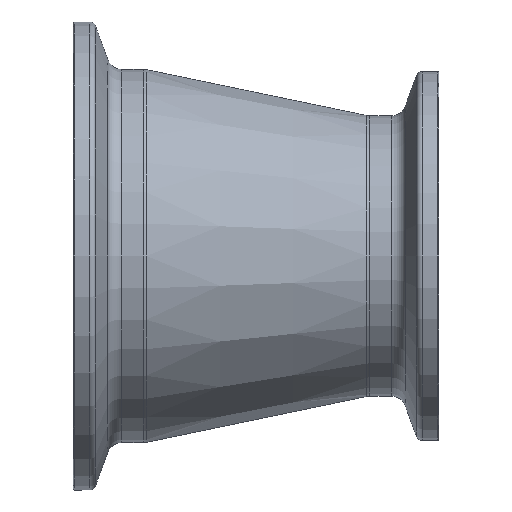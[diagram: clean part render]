
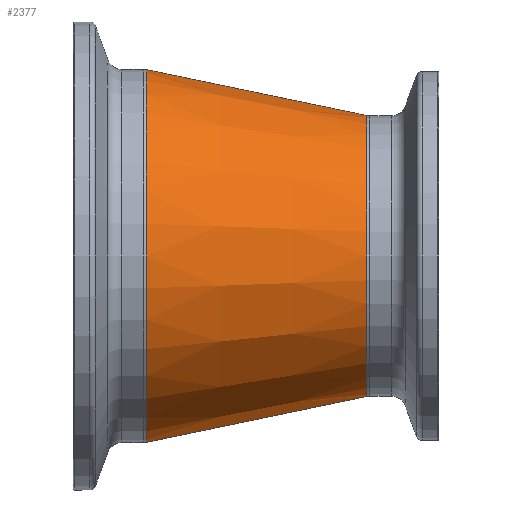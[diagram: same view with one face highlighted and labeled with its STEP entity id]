
A CAD part, front view. The second image highlights one B-rep face of the part: STEP entity #2377.
In plain terms, the highlighted conical face has half-angle 11.753 degrees and reference radius 19.217 mm.
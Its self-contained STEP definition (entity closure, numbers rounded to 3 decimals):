
#13 = DIRECTION ( 'NONE',  ( -1., 0., 0. ) ) ;
#102 = CARTESIAN_POINT ( 'NONE',  ( 40.131, 0., -19.217 ) ) ;
#118 = DIRECTION ( 'NONE',  ( 0., 0., 1. ) ) ;
#152 = CARTESIAN_POINT ( 'NONE',  ( 10.015, 0., -25.483 ) ) ;
#252 = VECTOR ( 'NONE', #1755, 1000. ) ;
#275 = CARTESIAN_POINT ( 'NONE',  ( 40.131, 0., -19.217 ) ) ;
#321 = CARTESIAN_POINT ( 'NONE',  ( 40.131, 0., 0. ) ) ;
#388 = ORIENTED_EDGE ( 'NONE', *, *, #431, .F. ) ;
#431 = EDGE_CURVE ( 'NONE', #1772, #768, #1971, .T. ) ;
#441 = EDGE_LOOP ( 'NONE', ( #388, #1797, #2508, #2015 ) ) ;
#456 = EDGE_CURVE ( 'NONE', #1772, #814, #2286, .T. ) ;
#460 = AXIS2_PLACEMENT_3D ( 'NONE', #321, #2404, #1305 ) ;
#585 = DIRECTION ( 'NONE',  ( 0., 0., 1. ) ) ;
#587 = EDGE_CURVE ( 'NONE', #768, #598, #979, .T. ) ;
#598 = VERTEX_POINT ( 'NONE', #2442 ) ;
#717 = AXIS2_PLACEMENT_3D ( 'NONE', #1603, #13, #585 ) ;
#763 = CARTESIAN_POINT ( 'NONE',  ( 40.131, 0., 19.217 ) ) ;
#766 = VECTOR ( 'NONE', #2387, 1000. ) ;
#768 = VERTEX_POINT ( 'NONE', #152 ) ;
#786 = CONICAL_SURFACE ( 'NONE', #2525, 19.217, 0.205 ) ;
#814 = VERTEX_POINT ( 'NONE', #763 ) ;
#979 = CIRCLE ( 'NONE', #717, 25.483 ) ;
#1273 = EDGE_CURVE ( 'NONE', #814, #598, #1741, .T. ) ;
#1305 = DIRECTION ( 'NONE',  ( 0., 0., 1. ) ) ;
#1603 = CARTESIAN_POINT ( 'NONE',  ( 10.015, 0., 0. ) ) ;
#1676 = CARTESIAN_POINT ( 'NONE',  ( 40.131, 0., 0. ) ) ;
#1741 = LINE ( 'NONE', #2433, #252 ) ;
#1755 = DIRECTION ( 'NONE',  ( -0.979, 0., 0.204 ) ) ;
#1772 = VERTEX_POINT ( 'NONE', #275 ) ;
#1797 = ORIENTED_EDGE ( 'NONE', *, *, #456, .T. ) ;
#1878 = FACE_OUTER_BOUND ( 'NONE', #441, .T. ) ;
#1930 = DIRECTION ( 'NONE',  ( -1., 0., 0. ) ) ;
#1971 = LINE ( 'NONE', #102, #766 ) ;
#2015 = ORIENTED_EDGE ( 'NONE', *, *, #587, .F. ) ;
#2286 = CIRCLE ( 'NONE', #460, 19.217 ) ;
#2377 = ADVANCED_FACE ( 'NONE', ( #1878 ), #786, .T. ) ;
#2387 = DIRECTION ( 'NONE',  ( -0.979, 0., -0.204 ) ) ;
#2404 = DIRECTION ( 'NONE',  ( -1., 0., 0. ) ) ;
#2433 = CARTESIAN_POINT ( 'NONE',  ( 40.131, 0., 19.217 ) ) ;
#2442 = CARTESIAN_POINT ( 'NONE',  ( 10.015, 0., 25.483 ) ) ;
#2508 = ORIENTED_EDGE ( 'NONE', *, *, #1273, .T. ) ;
#2525 = AXIS2_PLACEMENT_3D ( 'NONE', #1676, #1930, #118 ) ;
